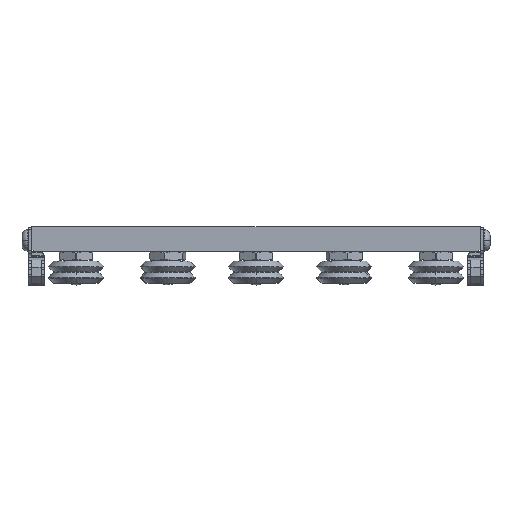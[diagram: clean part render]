
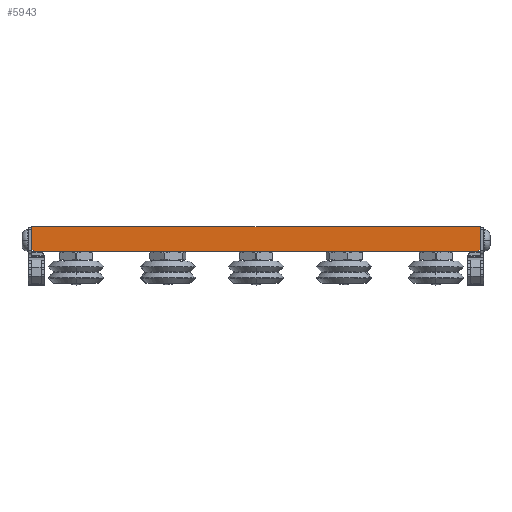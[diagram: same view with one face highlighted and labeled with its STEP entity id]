
A CAD part, top view. The second image highlights one B-rep face of the part: STEP entity #5943.
In plain terms, the highlighted planar face has unit normal (0, 0, 1).
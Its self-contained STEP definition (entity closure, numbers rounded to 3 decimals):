
#568 = VERTEX_POINT ( 'NONE', #10871 ) ;
#677 = CARTESIAN_POINT ( 'NONE',  ( -79.756, 0.952, 12.001 ) ) ;
#1414 = VERTEX_POINT ( 'NONE', #28868 ) ;
#1933 = EDGE_CURVE ( 'NONE', #2750, #2682, #20739, .T. ) ;
#2258 = EDGE_CURVE ( 'NONE', #7996, #32631, #18048, .T. ) ;
#2426 = ORIENTED_EDGE ( 'NONE', *, *, #28562, .T. ) ;
#2570 = LINE ( 'NONE', #32610, #15671 ) ;
#2682 = VERTEX_POINT ( 'NONE', #13171 ) ;
#2750 = VERTEX_POINT ( 'NONE', #11306 ) ;
#5406 = DIRECTION ( 'NONE',  ( -1., 0., 0. ) ) ;
#5943 = ADVANCED_FACE ( 'NONE', ( #21108 ), #12241, .T. ) ;
#6333 = DIRECTION ( 'NONE',  ( 0., 1., 0. ) ) ;
#7402 = CARTESIAN_POINT ( 'NONE',  ( 78.803, 0., 12.001 ) ) ;
#7996 = VERTEX_POINT ( 'NONE', #23354 ) ;
#8116 = CARTESIAN_POINT ( 'NONE',  ( -78.803, 0., 12.001 ) ) ;
#10604 = DIRECTION ( 'NONE',  ( 0.707, 0.707, 0. ) ) ;
#10853 = VECTOR ( 'NONE', #6333, 1000. ) ;
#10871 = CARTESIAN_POINT ( 'NONE',  ( 79.756, 8.814, 12.001 ) ) ;
#11306 = CARTESIAN_POINT ( 'NONE',  ( 78.803, 0., 12.001 ) ) ;
#11409 = EDGE_LOOP ( 'NONE', ( #27930, #25571, #24475, #14447, #2426, #31051 ) ) ;
#12241 = PLANE ( 'NONE',  #20670 ) ;
#12530 = DIRECTION ( 'NONE',  ( 0., -1., 0. ) ) ;
#13171 = CARTESIAN_POINT ( 'NONE',  ( 79.756, 0.952, 12.001 ) ) ;
#14447 = ORIENTED_EDGE ( 'NONE', *, *, #14469, .T. ) ;
#14469 = EDGE_CURVE ( 'NONE', #32631, #1414, #19189, .T. ) ;
#15671 = VECTOR ( 'NONE', #5406, 1000. ) ;
#15797 = LINE ( 'NONE', #8116, #23078 ) ;
#18048 = LINE ( 'NONE', #21214, #18712 ) ;
#18115 = DIRECTION ( 'NONE',  ( 0., 0., 1. ) ) ;
#18712 = VECTOR ( 'NONE', #12530, 1000. ) ;
#19189 = LINE ( 'NONE', #677, #28739 ) ;
#20670 = AXIS2_PLACEMENT_3D ( 'NONE', #31959, #18115, #26456 ) ;
#20739 = LINE ( 'NONE', #7402, #31207 ) ;
#21108 = FACE_OUTER_BOUND ( 'NONE', #11409, .T. ) ;
#21214 = CARTESIAN_POINT ( 'NONE',  ( -79.756, 0., 12.001 ) ) ;
#21980 = CARTESIAN_POINT ( 'NONE',  ( -79.756, 0.953, 12.001 ) ) ;
#22718 = CARTESIAN_POINT ( 'NONE',  ( 79.756, 0., 12.001 ) ) ;
#23078 = VECTOR ( 'NONE', #27169, 1000. ) ;
#23354 = CARTESIAN_POINT ( 'NONE',  ( -79.756, 8.814, 12.001 ) ) ;
#24475 = ORIENTED_EDGE ( 'NONE', *, *, #2258, .T. ) ;
#24882 = DIRECTION ( 'NONE',  ( 0.707, -0.707, 0. ) ) ;
#25571 = ORIENTED_EDGE ( 'NONE', *, *, #28823, .T. ) ;
#26456 = DIRECTION ( 'NONE',  ( 1., 0., 0. ) ) ;
#27169 = DIRECTION ( 'NONE',  ( 1., 0., 0. ) ) ;
#27930 = ORIENTED_EDGE ( 'NONE', *, *, #34506, .T. ) ;
#28562 = EDGE_CURVE ( 'NONE', #1414, #2750, #15797, .T. ) ;
#28739 = VECTOR ( 'NONE', #24882, 1000. ) ;
#28823 = EDGE_CURVE ( 'NONE', #568, #7996, #2570, .T. ) ;
#28868 = CARTESIAN_POINT ( 'NONE',  ( -78.803, 0., 12.001 ) ) ;
#30890 = LINE ( 'NONE', #22718, #10853 ) ;
#31051 = ORIENTED_EDGE ( 'NONE', *, *, #1933, .T. ) ;
#31207 = VECTOR ( 'NONE', #10604, 1000. ) ;
#31959 = CARTESIAN_POINT ( 'NONE',  ( 0., 0., 12.001 ) ) ;
#32610 = CARTESIAN_POINT ( 'NONE',  ( 0., 8.814, 12.001 ) ) ;
#32631 = VERTEX_POINT ( 'NONE', #21980 ) ;
#34506 = EDGE_CURVE ( 'NONE', #2682, #568, #30890, .T. ) ;
